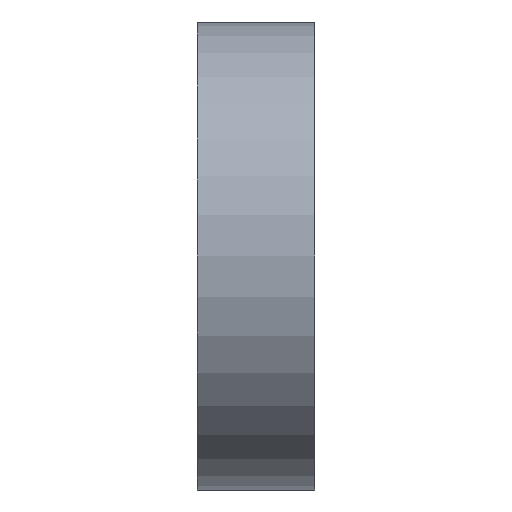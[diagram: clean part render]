
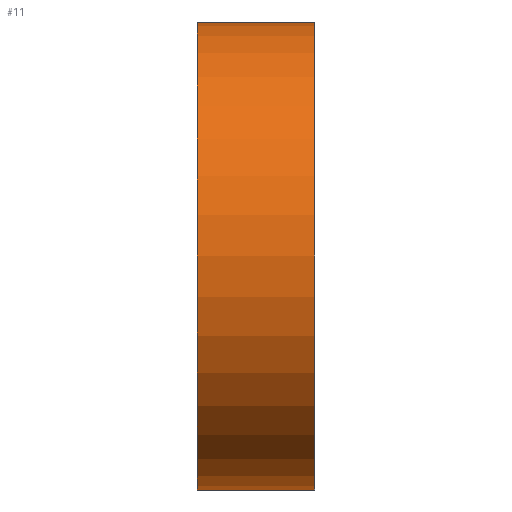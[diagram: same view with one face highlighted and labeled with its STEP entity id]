
A CAD part, left-side view. The second image highlights one B-rep face of the part: STEP entity #11.
In plain terms, the highlighted cylindrical face has radius 6 mm (diameter 12 mm), a partial arc.
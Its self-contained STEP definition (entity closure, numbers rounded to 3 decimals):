
#2 = DIRECTION ( 'NONE',  ( 0., 0., -1. ) ) ;
#11 = ADVANCED_FACE ( 'NONE', ( #152 ), #208, .T. ) ;
#39 = CARTESIAN_POINT ( 'NONE',  ( 0., 3., 0. ) ) ;
#104 = DIRECTION ( 'NONE',  ( 0., 0., 1. ) ) ;
#106 = DIRECTION ( 'NONE',  ( 0., 1., 0. ) ) ;
#110 = AXIS2_PLACEMENT_3D ( 'NONE', #343, #341, #340 ) ;
#113 = CARTESIAN_POINT ( 'NONE',  ( 0., 0., 0. ) ) ;
#129 = CARTESIAN_POINT ( 'NONE',  ( 0., 3., -6. ) ) ;
#150 = DIRECTION ( 'NONE',  ( 0., -1., 0. ) ) ;
#152 = FACE_OUTER_BOUND ( 'NONE', #371, .T. ) ;
#174 = CARTESIAN_POINT ( 'NONE',  ( 0., 3., 6. ) ) ;
#185 = DIRECTION ( 'NONE',  ( 0., -1., 0. ) ) ;
#187 = CARTESIAN_POINT ( 'NONE',  ( 0., 3., 6. ) ) ;
#193 = DIRECTION ( 'NONE',  ( 0., -1., 0. ) ) ;
#197 = ORIENTED_EDGE ( 'NONE', *, *, #339, .T. ) ;
#208 = CYLINDRICAL_SURFACE ( 'NONE', #279, 6. ) ;
#239 = CIRCLE ( 'NONE', #360, 6. ) ;
#244 = CARTESIAN_POINT ( 'NONE',  ( 0., 0., 6. ) ) ;
#256 = EDGE_CURVE ( 'NONE', #404, #369, #361, .T. ) ;
#274 = CIRCLE ( 'NONE', #110, 6. ) ;
#275 = ORIENTED_EDGE ( 'NONE', *, *, #307, .F. ) ;
#277 = EDGE_CURVE ( 'NONE', #433, #369, #239, .T. ) ;
#279 = AXIS2_PLACEMENT_3D ( 'NONE', #39, #150, #2 ) ;
#280 = ORIENTED_EDGE ( 'NONE', *, *, #256, .F. ) ;
#286 = ORIENTED_EDGE ( 'NONE', *, *, #277, .T. ) ;
#291 = VECTOR ( 'NONE', #185, 1000. ) ;
#307 = EDGE_CURVE ( 'NONE', #384, #404, #274, .T. ) ;
#320 = CARTESIAN_POINT ( 'NONE',  ( 0., 0., -6. ) ) ;
#324 = LINE ( 'NONE', #129, #345 ) ;
#339 = EDGE_CURVE ( 'NONE', #384, #433, #324, .T. ) ;
#340 = DIRECTION ( 'NONE',  ( 0., 0., 1. ) ) ;
#341 = DIRECTION ( 'NONE',  ( 0., 1., 0. ) ) ;
#343 = CARTESIAN_POINT ( 'NONE',  ( 0., 3., 0. ) ) ;
#345 = VECTOR ( 'NONE', #193, 1000. ) ;
#360 = AXIS2_PLACEMENT_3D ( 'NONE', #113, #106, #104 ) ;
#361 = LINE ( 'NONE', #187, #291 ) ;
#369 = VERTEX_POINT ( 'NONE', #244 ) ;
#371 = EDGE_LOOP ( 'NONE', ( #286, #280, #275, #197 ) ) ;
#377 = CARTESIAN_POINT ( 'NONE',  ( 0., 3., -6. ) ) ;
#384 = VERTEX_POINT ( 'NONE', #377 ) ;
#404 = VERTEX_POINT ( 'NONE', #174 ) ;
#433 = VERTEX_POINT ( 'NONE', #320 ) ;
